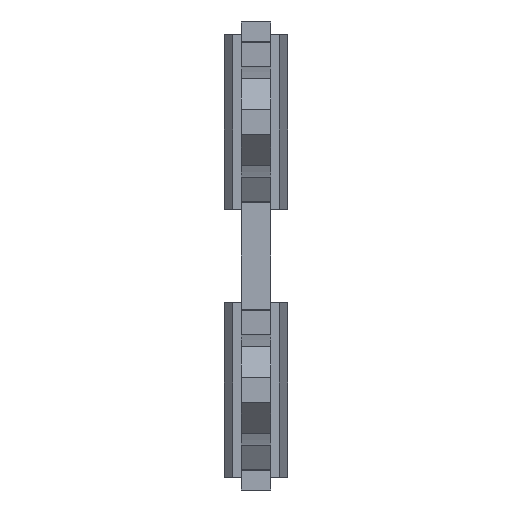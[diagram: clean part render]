
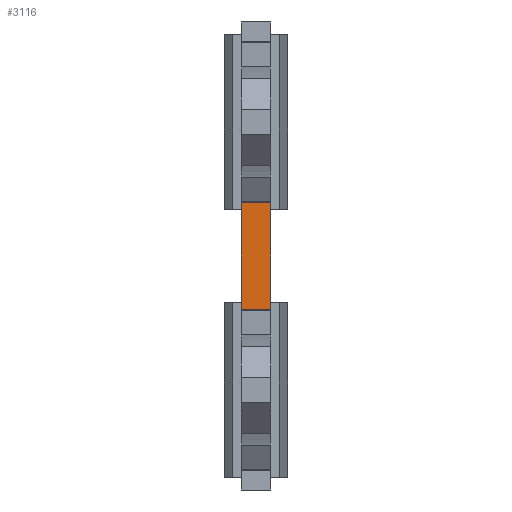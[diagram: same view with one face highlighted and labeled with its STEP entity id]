
A CAD part, front view. The second image highlights one B-rep face of the part: STEP entity #3116.
In plain terms, the highlighted face is planar.
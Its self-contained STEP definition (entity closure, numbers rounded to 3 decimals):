
#1342=DIRECTION('',(-0.999,0.052,0.));
#1343=VECTOR('',#1342,0.7);
#1344=CARTESIAN_POINT('',(4.974,28.093,-0.9));
#1345=LINE('',#1344,#1343);
#1356=DIRECTION('',(0.,0.,-1.));
#1357=VECTOR('',#1356,2.5);
#1358=CARTESIAN_POINT('',(4.275,28.129,1.6));
#1359=LINE('',#1358,#1357);
#1363=DIRECTION('',(-0.999,0.052,0.));
#1364=VECTOR('',#1363,0.7);
#1365=CARTESIAN_POINT('',(4.974,28.093,1.6));
#1366=LINE('',#1365,#1364);
#1370=DIRECTION('',(0.,0.,1.));
#1371=VECTOR('',#1370,2.5);
#1372=CARTESIAN_POINT('',(4.974,28.093,-0.9));
#1373=LINE('',#1372,#1371);
#1585=CARTESIAN_POINT('',(4.974,28.093,-0.9));
#1586=VERTEX_POINT('',#1585);
#1587=CARTESIAN_POINT('',(4.974,28.093,1.6));
#1588=VERTEX_POINT('',#1587);
#1692=CARTESIAN_POINT('',(4.275,28.129,1.6));
#1693=VERTEX_POINT('',#1692);
#1694=CARTESIAN_POINT('',(4.275,28.129,
-0.9));
#1695=VERTEX_POINT('',#1694);
#3104=CARTESIAN_POINT('',(4.275,28.129,1.6));
#3105=DIRECTION('',(0.052,0.999,0.));
#3106=DIRECTION('',(0.999,-0.052,0.));
#3107=AXIS2_PLACEMENT_3D('',#3104,#3105,#3106);
#3108=PLANE('',#3107);
#3109=ORIENTED_EDGE('',*,*,#3091,.T.);
#3110=ORIENTED_EDGE('',*,*,#1857,.F.);
#3112=ORIENTED_EDGE('',*,*,#3111,.F.);
#3113=ORIENTED_EDGE('',*,*,#2083,.F.);
#3114=EDGE_LOOP('',(#3109,#3110,#3112,#3113));
#3115=FACE_OUTER_BOUND('',#3114,.F.);
#1857=EDGE_CURVE('',#1693,#1695,#1359,.T.);
#2083=EDGE_CURVE('',#1586,#1588,#1373,.T.);
#3091=EDGE_CURVE('',#1586,#1695,#1345,.T.);
#3111=EDGE_CURVE('',#1588,#1693,#1366,.T.);
#3116=ADVANCED_FACE('',(#3115),#3108,.F.);
